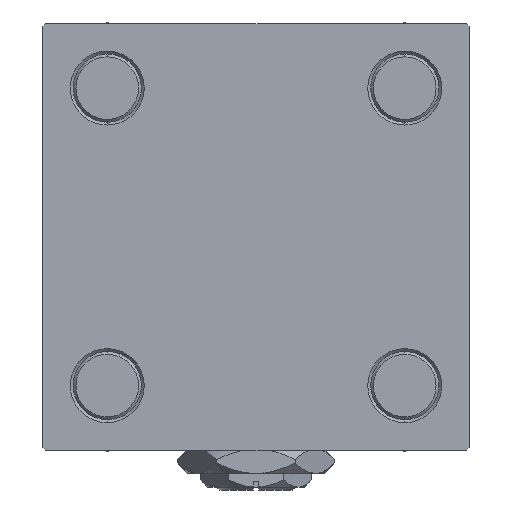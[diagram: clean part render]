
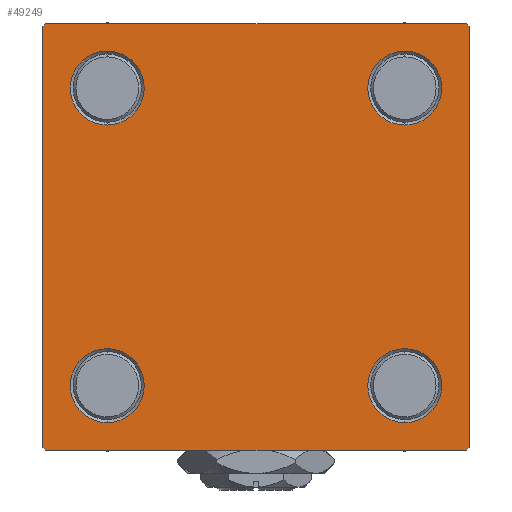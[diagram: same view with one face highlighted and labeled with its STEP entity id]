
A CAD part, left-side view. The second image highlights one B-rep face of the part: STEP entity #49249.
In plain terms, the highlighted planar face has unit normal (-1, 0, 0).
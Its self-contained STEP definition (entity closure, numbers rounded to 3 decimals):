
#652 = VERTEX_POINT ( 'NONE', #37825 ) ;
#706 = DIRECTION ( 'NONE',  ( 1., 0., 0. ) ) ;
#797 = EDGE_CURVE ( 'NONE', #42971, #14142, #39370, .T. ) ;
#1934 = CIRCLE ( 'NONE', #31230, 6.5 ) ;
#2055 = VERTEX_POINT ( 'NONE', #21229 ) ;
#2726 = CIRCLE ( 'NONE', #16949, 6.5 ) ;
#3017 = EDGE_CURVE ( 'NONE', #10101, #39473, #45106, .T. ) ;
#3111 = DIRECTION ( 'NONE',  ( 1., 0., 0. ) ) ;
#4059 = CARTESIAN_POINT ( 'NONE',  ( 0., -37.5, 37. ) ) ;
#4311 = DIRECTION ( 'NONE',  ( 1., 0., 0. ) ) ;
#4420 = AXIS2_PLACEMENT_3D ( 'NONE', #20627, #706, #20885 ) ;
#4484 = EDGE_LOOP ( 'NONE', ( #44189, #43102, #44181, #29611, #18902, #44802, #51617, #39424 ) ) ;
#4556 = CARTESIAN_POINT ( 'NONE',  ( 0., 0., 0. ) ) ;
#4641 = CARTESIAN_POINT ( 'NONE',  ( 0., -37.25, -37.25 ) ) ;
#4823 = FACE_OUTER_BOUND ( 'NONE', #4484, .T. ) ;
#5603 = VECTOR ( 'NONE', #7510, 1000. ) ;
#5867 = VERTEX_POINT ( 'NONE', #30743 ) ;
#7278 = AXIS2_PLACEMENT_3D ( 'NONE', #42602, #41818, #10379 ) ;
#7510 = DIRECTION ( 'NONE',  ( 0., 0., -1. ) ) ;
#7635 = EDGE_CURVE ( 'NONE', #30610, #652, #27419, .T. ) ;
#7804 = ORIENTED_EDGE ( 'NONE', *, *, #32602, .T. ) ;
#8706 = CARTESIAN_POINT ( 'NONE',  ( 0., -26.15, -26.15 ) ) ;
#8868 = CARTESIAN_POINT ( 'NONE',  ( 0., -26.15, -19.65 ) ) ;
#9268 = DIRECTION ( 'NONE',  ( -1., 0., 0. ) ) ;
#9402 = DIRECTION ( 'NONE',  ( 0., 0., -1. ) ) ;
#10101 = VERTEX_POINT ( 'NONE', #4059 ) ;
#10108 = VERTEX_POINT ( 'NONE', #48021 ) ;
#10109 = VERTEX_POINT ( 'NONE', #25010 ) ;
#10188 = DIRECTION ( 'NONE',  ( 0., 0., 1. ) ) ;
#10379 = DIRECTION ( 'NONE',  ( 0., 0., 1. ) ) ;
#10430 = CARTESIAN_POINT ( 'NONE',  ( 0., -37.5, 37.5 ) ) ;
#10727 = LINE ( 'NONE', #26707, #23444 ) ;
#11179 = DIRECTION ( 'NONE',  ( 0., 0., 1. ) ) ;
#11436 = VERTEX_POINT ( 'NONE', #21741 ) ;
#11491 = ORIENTED_EDGE ( 'NONE', *, *, #51422, .T. ) ;
#11909 = DIRECTION ( 'NONE',  ( 0., 0., 1. ) ) ;
#11993 = CARTESIAN_POINT ( 'NONE',  ( 0., 37.25, -37.25 ) ) ;
#12106 = CARTESIAN_POINT ( 'NONE',  ( 0., 37.5, -37.5 ) ) ;
#12483 = EDGE_CURVE ( 'NONE', #652, #42971, #42731, .T. ) ;
#12774 = LINE ( 'NONE', #4641, #16778 ) ;
#12915 = EDGE_LOOP ( 'NONE', ( #7804, #46249 ) ) ;
#13208 = DIRECTION ( 'NONE',  ( 0., 0., 1. ) ) ;
#13659 = EDGE_LOOP ( 'NONE', ( #26236, #17261 ) ) ;
#14142 = VERTEX_POINT ( 'NONE', #46073 ) ;
#14173 = ORIENTED_EDGE ( 'NONE', *, *, #32949, .T. ) ;
#14224 = CARTESIAN_POINT ( 'NONE',  ( 0., -37., 37.5 ) ) ;
#14319 = AXIS2_PLACEMENT_3D ( 'NONE', #40451, #4311, #11909 ) ;
#14349 = CARTESIAN_POINT ( 'NONE',  ( 0., -26.15, 19.65 ) ) ;
#14365 = LINE ( 'NONE', #10430, #17771 ) ;
#14556 = EDGE_CURVE ( 'NONE', #10108, #39473, #10727, .T. ) ;
#14862 = EDGE_CURVE ( 'NONE', #10108, #30610, #50651, .T. ) ;
#15056 = DIRECTION ( 'NONE',  ( 0., 0.707, -0.707 ) ) ;
#15100 = CARTESIAN_POINT ( 'NONE',  ( 0., -26.15, 26.15 ) ) ;
#15365 = DIRECTION ( 'NONE',  ( 1., 0., 0. ) ) ;
#16188 = DIRECTION ( 'NONE',  ( 0., -0.707, 0.707 ) ) ;
#16361 = FACE_BOUND ( 'NONE', #13659, .T. ) ;
#16483 = CIRCLE ( 'NONE', #7278, 6.5 ) ;
#16576 = DIRECTION ( 'NONE',  ( 0., -1., 0. ) ) ;
#16778 = VECTOR ( 'NONE', #16188, 1000. ) ;
#16949 = AXIS2_PLACEMENT_3D ( 'NONE', #38495, #3111, #30369 ) ;
#17261 = ORIENTED_EDGE ( 'NONE', *, *, #34992, .T. ) ;
#17771 = VECTOR ( 'NONE', #9402, 1000. ) ;
#18902 = ORIENTED_EDGE ( 'NONE', *, *, #24852, .F. ) ;
#19314 = CIRCLE ( 'NONE', #21003, 6.5 ) ;
#20071 = EDGE_CURVE ( 'NONE', #14142, #11436, #12774, .T. ) ;
#20288 = FACE_BOUND ( 'NONE', #34106, .T. ) ;
#20627 = CARTESIAN_POINT ( 'NONE',  ( 0., -26.15, -26.15 ) ) ;
#20768 = EDGE_CURVE ( 'NONE', #33593, #48787, #19314, .T. ) ;
#20770 = CARTESIAN_POINT ( 'NONE',  ( 0., 37., -37.5 ) ) ;
#20885 = DIRECTION ( 'NONE',  ( 0., 0., 1. ) ) ;
#21003 = AXIS2_PLACEMENT_3D ( 'NONE', #34044, #33790, #10188 ) ;
#21229 = CARTESIAN_POINT ( 'NONE',  ( 0., 26.15, 32.65 ) ) ;
#21741 = CARTESIAN_POINT ( 'NONE',  ( 0., -37.5, -37. ) ) ;
#22745 = CIRCLE ( 'NONE', #47819, 6.5 ) ;
#22798 = VERTEX_POINT ( 'NONE', #24719 ) ;
#23444 = VECTOR ( 'NONE', #50774, 1000. ) ;
#23482 = DIRECTION ( 'NONE',  ( 0., 0., 1. ) ) ;
#24471 = FACE_BOUND ( 'NONE', #34180, .T. ) ;
#24719 = CARTESIAN_POINT ( 'NONE',  ( 0., 26.15, 19.65 ) ) ;
#24852 = EDGE_CURVE ( 'NONE', #10101, #11436, #14365, .T. ) ;
#25010 = CARTESIAN_POINT ( 'NONE',  ( 0., -26.15, -32.65 ) ) ;
#25105 = EDGE_CURVE ( 'NONE', #37982, #10109, #34545, .T. ) ;
#26236 = ORIENTED_EDGE ( 'NONE', *, *, #25105, .T. ) ;
#26707 = CARTESIAN_POINT ( 'NONE',  ( 0., 37.5, 37.5 ) ) ;
#26945 = CARTESIAN_POINT ( 'NONE',  ( 0., 37.5, 37. ) ) ;
#27095 = CARTESIAN_POINT ( 'NONE',  ( 0., 37.25, 37.25 ) ) ;
#27419 = LINE ( 'NONE', #43394, #5603 ) ;
#28922 = EDGE_CURVE ( 'NONE', #46470, #5867, #35249, .T. ) ;
#29196 = ORIENTED_EDGE ( 'NONE', *, *, #20768, .T. ) ;
#29350 = VECTOR ( 'NONE', #16576, 1000. ) ;
#29611 = ORIENTED_EDGE ( 'NONE', *, *, #20071, .T. ) ;
#30041 = VECTOR ( 'NONE', #46640, 1000. ) ;
#30369 = DIRECTION ( 'NONE',  ( 0., 0., 1. ) ) ;
#30610 = VERTEX_POINT ( 'NONE', #26945 ) ;
#30743 = CARTESIAN_POINT ( 'NONE',  ( 0., 26.15, -19.65 ) ) ;
#31093 = CARTESIAN_POINT ( 'NONE',  ( 0., 26.15, 26.15 ) ) ;
#31148 = AXIS2_PLACEMENT_3D ( 'NONE', #31093, #47030, #11179 ) ;
#31155 = CARTESIAN_POINT ( 'NONE',  ( 0., -26.15, 32.65 ) ) ;
#31230 = AXIS2_PLACEMENT_3D ( 'NONE', #8706, #32812, #32551 ) ;
#31716 = EDGE_CURVE ( 'NONE', #48787, #33593, #22745, .T. ) ;
#32336 = FACE_BOUND ( 'NONE', #12915, .T. ) ;
#32551 = DIRECTION ( 'NONE',  ( 0., 0., 1. ) ) ;
#32602 = EDGE_CURVE ( 'NONE', #5867, #46470, #2726, .T. ) ;
#32812 = DIRECTION ( 'NONE',  ( 1., 0., 0. ) ) ;
#32949 = EDGE_CURVE ( 'NONE', #22798, #2055, #45333, .T. ) ;
#33593 = VERTEX_POINT ( 'NONE', #31155 ) ;
#33790 = DIRECTION ( 'NONE',  ( 1., 0., 0. ) ) ;
#34044 = CARTESIAN_POINT ( 'NONE',  ( 0., -26.15, 26.15 ) ) ;
#34106 = EDGE_LOOP ( 'NONE', ( #29196, #45149 ) ) ;
#34180 = EDGE_LOOP ( 'NONE', ( #11491, #14173 ) ) ;
#34545 = CIRCLE ( 'NONE', #4420, 6.5 ) ;
#34992 = EDGE_CURVE ( 'NONE', #10109, #37982, #1934, .T. ) ;
#35249 = CIRCLE ( 'NONE', #14319, 6.5 ) ;
#37053 = PLANE ( 'NONE',  #51634 ) ;
#37825 = CARTESIAN_POINT ( 'NONE',  ( 0., 37.5, -37. ) ) ;
#37982 = VERTEX_POINT ( 'NONE', #8868 ) ;
#38059 = VECTOR ( 'NONE', #47984, 1000. ) ;
#38495 = CARTESIAN_POINT ( 'NONE',  ( 0., 26.15, -26.15 ) ) ;
#39370 = LINE ( 'NONE', #12106, #29350 ) ;
#39424 = ORIENTED_EDGE ( 'NONE', *, *, #14862, .T. ) ;
#39473 = VERTEX_POINT ( 'NONE', #14224 ) ;
#40451 = CARTESIAN_POINT ( 'NONE',  ( 0., 26.15, -26.15 ) ) ;
#41187 = CARTESIAN_POINT ( 'NONE',  ( 0., -37.25, 37.25 ) ) ;
#41818 = DIRECTION ( 'NONE',  ( 1., 0., 0. ) ) ;
#42602 = CARTESIAN_POINT ( 'NONE',  ( 0., 26.15, 26.15 ) ) ;
#42731 = LINE ( 'NONE', #11993, #30041 ) ;
#42971 = VERTEX_POINT ( 'NONE', #20770 ) ;
#43102 = ORIENTED_EDGE ( 'NONE', *, *, #12483, .T. ) ;
#43394 = CARTESIAN_POINT ( 'NONE',  ( 0., 37.5, 37.5 ) ) ;
#43726 = CARTESIAN_POINT ( 'NONE',  ( 0., 26.15, -32.65 ) ) ;
#44181 = ORIENTED_EDGE ( 'NONE', *, *, #797, .T. ) ;
#44189 = ORIENTED_EDGE ( 'NONE', *, *, #7635, .T. ) ;
#44802 = ORIENTED_EDGE ( 'NONE', *, *, #3017, .T. ) ;
#45106 = LINE ( 'NONE', #41187, #38059 ) ;
#45149 = ORIENTED_EDGE ( 'NONE', *, *, #31716, .T. ) ;
#45333 = CIRCLE ( 'NONE', #31148, 6.5 ) ;
#46073 = CARTESIAN_POINT ( 'NONE',  ( 0., -37., -37.5 ) ) ;
#46249 = ORIENTED_EDGE ( 'NONE', *, *, #28922, .T. ) ;
#46470 = VERTEX_POINT ( 'NONE', #43726 ) ;
#46640 = DIRECTION ( 'NONE',  ( 0., -0.707, -0.707 ) ) ;
#47030 = DIRECTION ( 'NONE',  ( 1., 0., 0. ) ) ;
#47661 = VECTOR ( 'NONE', #15056, 1000. ) ;
#47819 = AXIS2_PLACEMENT_3D ( 'NONE', #15100, #15365, #23482 ) ;
#47984 = DIRECTION ( 'NONE',  ( 0., 0.707, 0.707 ) ) ;
#48021 = CARTESIAN_POINT ( 'NONE',  ( 0., 37., 37.5 ) ) ;
#48787 = VERTEX_POINT ( 'NONE', #14349 ) ;
#49249 = ADVANCED_FACE ( 'NONE', ( #20288, #16361, #32336, #24471, #4823 ), #37053, .T. ) ;
#50651 = LINE ( 'NONE', #27095, #47661 ) ;
#50774 = DIRECTION ( 'NONE',  ( 0., -1., 0. ) ) ;
#51422 = EDGE_CURVE ( 'NONE', #2055, #22798, #16483, .T. ) ;
#51617 = ORIENTED_EDGE ( 'NONE', *, *, #14556, .F. ) ;
#51634 = AXIS2_PLACEMENT_3D ( 'NONE', #4556, #9268, #13208 ) ;
